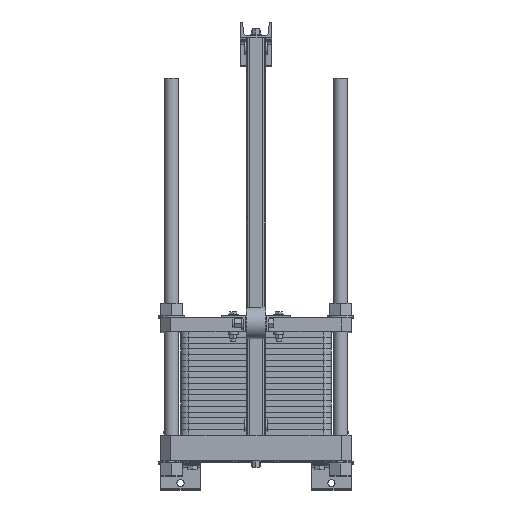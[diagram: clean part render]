
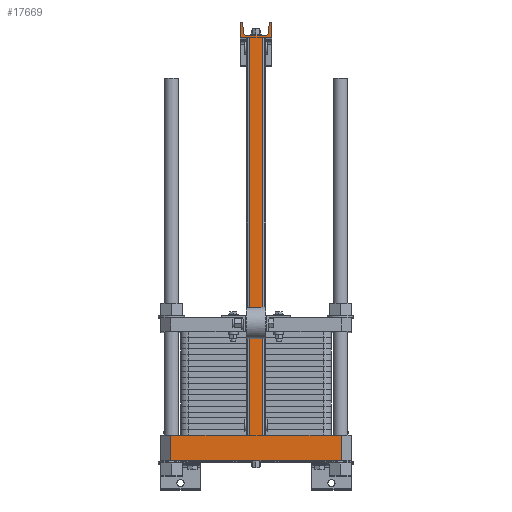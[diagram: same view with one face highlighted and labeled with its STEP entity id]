
A CAD part, top view. The second image highlights one B-rep face of the part: STEP entity #17669.
In plain terms, the highlighted planar face has unit normal (0, 0, 1).
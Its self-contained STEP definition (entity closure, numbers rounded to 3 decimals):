
#1848=LINE('',#26442,#3786);
#1862=LINE('',#26572,#3800);
#1863=LINE('',#26574,#3801);
#1864=LINE('',#26576,#3802);
#1865=LINE('',#26578,#3803);
#1866=LINE('',#26580,#3804);
#1867=LINE('',#26582,#3805);
#1868=LINE('',#26584,#3806);
#1869=LINE('',#26586,#3807);
#1870=LINE('',#26588,#3808);
#1871=LINE('',#26592,#3809);
#1872=LINE('',#26596,#3810);
#1873=LINE('',#26600,#3811);
#1874=LINE('',#26604,#3812);
#1875=LINE('',#26606,#3813);
#1876=LINE('',#26607,#3814);
#3786=VECTOR('',#20608,1.);
#3800=VECTOR('',#20696,10.);
#3801=VECTOR('',#20697,10.);
#3802=VECTOR('',#20698,10.);
#3803=VECTOR('',#20699,10.);
#3804=VECTOR('',#20700,10.);
#3805=VECTOR('',#20701,10.);
#3806=VECTOR('',#20702,10.);
#3807=VECTOR('',#20703,10.);
#3808=VECTOR('',#20704,10.);
#3809=VECTOR('',#20707,10.);
#3810=VECTOR('',#20710,10.);
#3811=VECTOR('',#20713,10.);
#3812=VECTOR('',#20716,10.);
#3813=VECTOR('',#20717,10.);
#3814=VECTOR('',#20718,10.);
#5700=PLANE('',#18657);
#6702=FACE_OUTER_BOUND('',#7625,.T.);
#7625=EDGE_LOOP('',(#13467,#13468,#13469,#13470,#13471,#13472,#13473,#13474,
#13475,#13476,#13477,#13478,#13479,#13480,#13481,#13482,#13483,#13484,#13485,
#13486));
#8849=CIRCLE('',#18658,4.);
#8850=CIRCLE('',#18659,8.);
#8851=CIRCLE('',#18660,8.);
#8852=CIRCLE('',#18661,4.);
#9819=VERTEX_POINT('',#26439);
#9820=VERTEX_POINT('',#26441);
#9851=VERTEX_POINT('',#26571);
#9852=VERTEX_POINT('',#26573);
#9853=VERTEX_POINT('',#26575);
#9854=VERTEX_POINT('',#26577);
#9855=VERTEX_POINT('',#26579);
#9856=VERTEX_POINT('',#26581);
#9857=VERTEX_POINT('',#26583);
#9858=VERTEX_POINT('',#26585);
#9859=VERTEX_POINT('',#26587);
#9860=VERTEX_POINT('',#26589);
#9861=VERTEX_POINT('',#26591);
#9862=VERTEX_POINT('',#26593);
#9863=VERTEX_POINT('',#26595);
#9864=VERTEX_POINT('',#26597);
#9865=VERTEX_POINT('',#26599);
#9866=VERTEX_POINT('',#26601);
#9867=VERTEX_POINT('',#26603);
#9868=VERTEX_POINT('',#26605);
#11279=EDGE_CURVE('',#9820,#9819,#1848,.T.);
#11319=EDGE_CURVE('',#9819,#9851,#1862,.T.);
#11320=EDGE_CURVE('',#9851,#9852,#1863,.T.);
#11321=EDGE_CURVE('',#9853,#9852,#1864,.T.);
#11322=EDGE_CURVE('',#9854,#9853,#1865,.T.);
#11323=EDGE_CURVE('',#9854,#9855,#1866,.T.);
#11324=EDGE_CURVE('',#9855,#9856,#1867,.T.);
#11325=EDGE_CURVE('',#9856,#9857,#1868,.T.);
#11326=EDGE_CURVE('',#9857,#9858,#1869,.T.);
#11327=EDGE_CURVE('',#9858,#9859,#1870,.T.);
#11328=EDGE_CURVE('',#9859,#9860,#8849,.T.);
#11329=EDGE_CURVE('',#9860,#9861,#1871,.T.);
#11330=EDGE_CURVE('',#9861,#9862,#8850,.T.);
#11331=EDGE_CURVE('',#9862,#9863,#1872,.T.);
#11332=EDGE_CURVE('',#9863,#9864,#8851,.T.);
#11333=EDGE_CURVE('',#9864,#9865,#1873,.T.);
#11334=EDGE_CURVE('',#9865,#9866,#8852,.T.);
#11335=EDGE_CURVE('',#9866,#9867,#1874,.T.);
#11336=EDGE_CURVE('',#9867,#9868,#1875,.T.);
#11337=EDGE_CURVE('',#9868,#9820,#1876,.T.);
#13467=ORIENTED_EDGE('',*,*,#11279,.T.);
#13468=ORIENTED_EDGE('',*,*,#11319,.T.);
#13469=ORIENTED_EDGE('',*,*,#11320,.T.);
#13470=ORIENTED_EDGE('',*,*,#11321,.F.);
#13471=ORIENTED_EDGE('',*,*,#11322,.F.);
#13472=ORIENTED_EDGE('',*,*,#11323,.T.);
#13473=ORIENTED_EDGE('',*,*,#11324,.T.);
#13474=ORIENTED_EDGE('',*,*,#11325,.T.);
#13475=ORIENTED_EDGE('',*,*,#11326,.T.);
#13476=ORIENTED_EDGE('',*,*,#11327,.T.);
#13477=ORIENTED_EDGE('',*,*,#11328,.T.);
#13478=ORIENTED_EDGE('',*,*,#11329,.T.);
#13479=ORIENTED_EDGE('',*,*,#11330,.T.);
#13480=ORIENTED_EDGE('',*,*,#11331,.T.);
#13481=ORIENTED_EDGE('',*,*,#11332,.T.);
#13482=ORIENTED_EDGE('',*,*,#11333,.T.);
#13483=ORIENTED_EDGE('',*,*,#11334,.T.);
#13484=ORIENTED_EDGE('',*,*,#11335,.T.);
#13485=ORIENTED_EDGE('',*,*,#11336,.T.);
#13486=ORIENTED_EDGE('',*,*,#11337,.T.);
#17669=ADVANCED_FACE('',(#6702),#5700,.T.);
#18657=AXIS2_PLACEMENT_3D('',#26570,#20694,#20695);
#18658=AXIS2_PLACEMENT_3D('',#26590,#20705,#20706);
#18659=AXIS2_PLACEMENT_3D('',#26594,#20708,#20709);
#18660=AXIS2_PLACEMENT_3D('',#26598,#20711,#20712);
#18661=AXIS2_PLACEMENT_3D('',#26602,#20714,#20715);
#20608=DIRECTION('',(0.,-1.,0.));
#20694=DIRECTION('center_axis',(0.,0.,
1.));
#20695=DIRECTION('ref_axis',(-1.,0.,0.));
#20696=DIRECTION('',(-1.,0.,0.));
#20697=DIRECTION('',(0.,-1.,0.));
#20698=DIRECTION('',(-1.,0.,0.));
#20699=DIRECTION('',(0.,-1.,0.));
#20700=DIRECTION('',(-1.,0.,0.));
#20701=DIRECTION('',(0.,1.,0.));
#20702=DIRECTION('',(1.,0.,0.));
#20703=DIRECTION('',(0.,1.,0.));
#20704=DIRECTION('',(-1.,0.,0.));
#20705=DIRECTION('center_axis',(0.,0.,1.));
#20706=DIRECTION('ref_axis',(0.,1.,0.));
#20707=DIRECTION('',(-0.091,-0.996,0.));
#20708=DIRECTION('center_axis',(0.,0.,-1.));
#20709=DIRECTION('ref_axis',(0.,1.,0.));
#20710=DIRECTION('',(-1.,0.,0.));
#20711=DIRECTION('center_axis',(0.,0.,-1.));
#20712=DIRECTION('ref_axis',(0.996,0.091,0.));
#20713=DIRECTION('',(-0.091,0.996,0.));
#20714=DIRECTION('center_axis',(0.,0.,1.));
#20715=DIRECTION('ref_axis',(0.996,0.091,0.));
#20716=DIRECTION('',(-1.,0.,0.));
#20717=DIRECTION('',(0.,-1.,0.));
#20718=DIRECTION('',(1.,0.,0.));
#26439=CARTESIAN_POINT('',(-16.2,0.,1754.));
#26441=CARTESIAN_POINT('',(-16.2,1000.,1754.));
#26442=CARTESIAN_POINT('',(-16.2,761.,1754.));
#26570=CARTESIAN_POINT('Origin',(215.,0.,1754.));
#26571=CARTESIAN_POINT('',(-215.,0.,1754.));
#26572=CARTESIAN_POINT('',(215.,0.,1754.));
#26573=CARTESIAN_POINT('',(-215.,-65.,1754.));
#26574=CARTESIAN_POINT('',(-215.,0.,1754.));
#26575=CARTESIAN_POINT('',(215.,-65.,1754.));
#26576=CARTESIAN_POINT('',(215.,-65.,1754.));
#26577=CARTESIAN_POINT('',(215.,0.,1754.));
#26578=CARTESIAN_POINT('',(215.,0.,1754.));
#26579=CARTESIAN_POINT('',(16.2,0.,1754.));
#26580=CARTESIAN_POINT('',(215.,0.,1754.));
#26581=CARTESIAN_POINT('',(16.2,1000.,1754.));
#26582=CARTESIAN_POINT('',(16.2,0.,1754.));
#26583=CARTESIAN_POINT('',(40.,1000.,1754.));
#26584=CARTESIAN_POINT('',(-40.,1000.,1754.));
#26585=CARTESIAN_POINT('',(40.,1040.,1754.));
#26586=CARTESIAN_POINT('',(40.,1000.,1754.));
#26587=CARTESIAN_POINT('',(37.45,1040.,1754.));
#26588=CARTESIAN_POINT('',(40.,1040.,1754.));
#26589=CARTESIAN_POINT('',(33.466,1036.366,1754.));
#26590=CARTESIAN_POINT('Origin',(37.45,1036.,1754.));
#26591=CARTESIAN_POINT('',(31.347,1013.269,1754.));
#26592=CARTESIAN_POINT('',(33.466,1036.366,1754.));
#26593=CARTESIAN_POINT('',(23.381,1006.,1754.));
#26594=CARTESIAN_POINT('Origin',(23.381,1014.,1754.));
#26595=CARTESIAN_POINT('',(-23.381,1006.,1754.));
#26596=CARTESIAN_POINT('',(23.381,1006.,1754.));
#26597=CARTESIAN_POINT('',(-31.347,1013.269,1754.));
#26598=CARTESIAN_POINT('Origin',(-23.381,1014.,1754.));
#26599=CARTESIAN_POINT('',(-33.466,1036.366,1754.));
#26600=CARTESIAN_POINT('',(-31.347,1013.269,1754.));
#26601=CARTESIAN_POINT('',(-37.45,1040.,1754.));
#26602=CARTESIAN_POINT('Origin',(-37.45,1036.,1754.));
#26603=CARTESIAN_POINT('',(-40.,1040.,1754.));
#26604=CARTESIAN_POINT('',(-37.45,1040.,1754.));
#26605=CARTESIAN_POINT('',(-40.,1000.,1754.));
#26606=CARTESIAN_POINT('',(-40.,1040.,1754.));
#26607=CARTESIAN_POINT('',(-40.,1000.,1754.));
